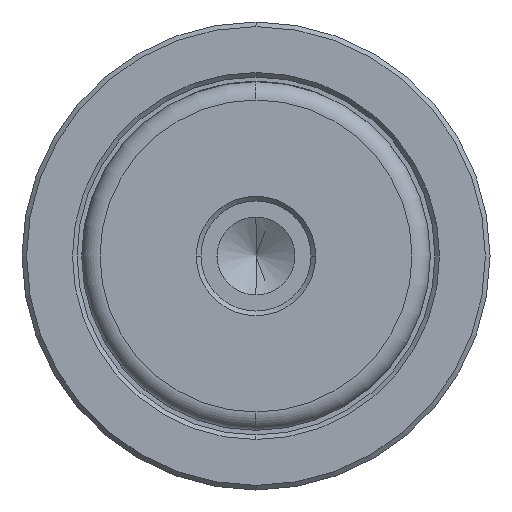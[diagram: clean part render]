
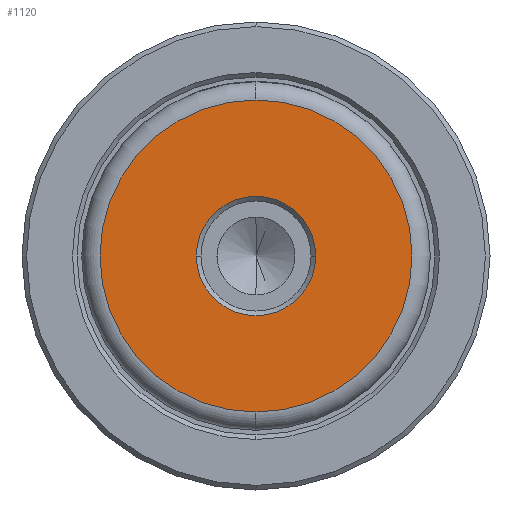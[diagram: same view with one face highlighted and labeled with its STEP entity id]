
A CAD part, left-side view. The second image highlights one B-rep face of the part: STEP entity #1120.
In plain terms, the highlighted planar face has unit normal (-1, 0, 0).
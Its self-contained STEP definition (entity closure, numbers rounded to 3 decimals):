
#62 = DIRECTION ( 'NONE',  ( -1., 0., 0. ) ) ;
#82 = AXIS2_PLACEMENT_3D ( 'NONE', #1401, #293, #2162 ) ;
#132 = EDGE_CURVE ( 'NONE', #2247, #662, #1020, .T. ) ;
#216 = EDGE_CURVE ( 'NONE', #725, #2239, #1637, .T. ) ;
#293 = DIRECTION ( 'NONE',  ( -1., 0., 0. ) ) ;
#478 = AXIS2_PLACEMENT_3D ( 'NONE', #1177, #62, #1358 ) ;
#488 = CARTESIAN_POINT ( 'NONE',  ( 0., 0., 0. ) ) ;
#608 = EDGE_LOOP ( 'NONE', ( #1246, #1128 ) ) ;
#662 = VERTEX_POINT ( 'NONE', #685 ) ;
#680 = DIRECTION ( 'NONE',  ( 0., 0., 1. ) ) ;
#685 = CARTESIAN_POINT ( 'NONE',  ( 0., 6.5, 0. ) ) ;
#725 = VERTEX_POINT ( 'NONE', #1701 ) ;
#883 = ORIENTED_EDGE ( 'NONE', *, *, #216, .T. ) ;
#893 = DIRECTION ( 'NONE',  ( 1., 0., 0. ) ) ;
#907 = EDGE_LOOP ( 'NONE', ( #1632, #883 ) ) ;
#1020 = CIRCLE ( 'NONE', #1613, 6.5 ) ;
#1104 = CIRCLE ( 'NONE', #1535, 6.5 ) ;
#1120 = ADVANCED_FACE ( 'NONE', ( #2191, #2066 ), #2345, .T. ) ;
#1128 = ORIENTED_EDGE ( 'NONE', *, *, #1388, .T. ) ;
#1177 = CARTESIAN_POINT ( 'NONE',  ( 0., 0., 0. ) ) ;
#1221 = DIRECTION ( 'NONE',  ( 0., 0., 1. ) ) ;
#1241 = EDGE_CURVE ( 'NONE', #2239, #725, #2004, .T. ) ;
#1246 = ORIENTED_EDGE ( 'NONE', *, *, #132, .T. ) ;
#1358 = DIRECTION ( 'NONE',  ( 0., 0., 1. ) ) ;
#1388 = EDGE_CURVE ( 'NONE', #662, #2247, #1104, .T. ) ;
#1401 = CARTESIAN_POINT ( 'NONE',  ( 0., 0., 0. ) ) ;
#1535 = AXIS2_PLACEMENT_3D ( 'NONE', #1994, #893, #2187 ) ;
#1613 = AXIS2_PLACEMENT_3D ( 'NONE', #488, #1774, #680 ) ;
#1632 = ORIENTED_EDGE ( 'NONE', *, *, #1241, .T. ) ;
#1633 = CARTESIAN_POINT ( 'NONE',  ( 0., -6.5, 0. ) ) ;
#1637 = CIRCLE ( 'NONE', #82, 16.997 ) ;
#1701 = CARTESIAN_POINT ( 'NONE',  ( 0., 0., -16.997 ) ) ;
#1761 = DIRECTION ( 'NONE',  ( -1., 0., 0. ) ) ;
#1774 = DIRECTION ( 'NONE',  ( 1., 0., 0. ) ) ;
#1994 = CARTESIAN_POINT ( 'NONE',  ( 0., 0., 0. ) ) ;
#2004 = CIRCLE ( 'NONE', #478, 16.997 ) ;
#2066 = FACE_OUTER_BOUND ( 'NONE', #907, .T. ) ;
#2142 = CARTESIAN_POINT ( 'NONE',  ( 0., 0., 0. ) ) ;
#2162 = DIRECTION ( 'NONE',  ( 0., 0., 1. ) ) ;
#2184 = CARTESIAN_POINT ( 'NONE',  ( 0., 0., 16.997 ) ) ;
#2187 = DIRECTION ( 'NONE',  ( 0., 0., 1. ) ) ;
#2191 = FACE_BOUND ( 'NONE', #608, .T. ) ;
#2239 = VERTEX_POINT ( 'NONE', #2184 ) ;
#2247 = VERTEX_POINT ( 'NONE', #1633 ) ;
#2254 = AXIS2_PLACEMENT_3D ( 'NONE', #2142, #1761, #1221 ) ;
#2345 = PLANE ( 'NONE',  #2254 ) ;
